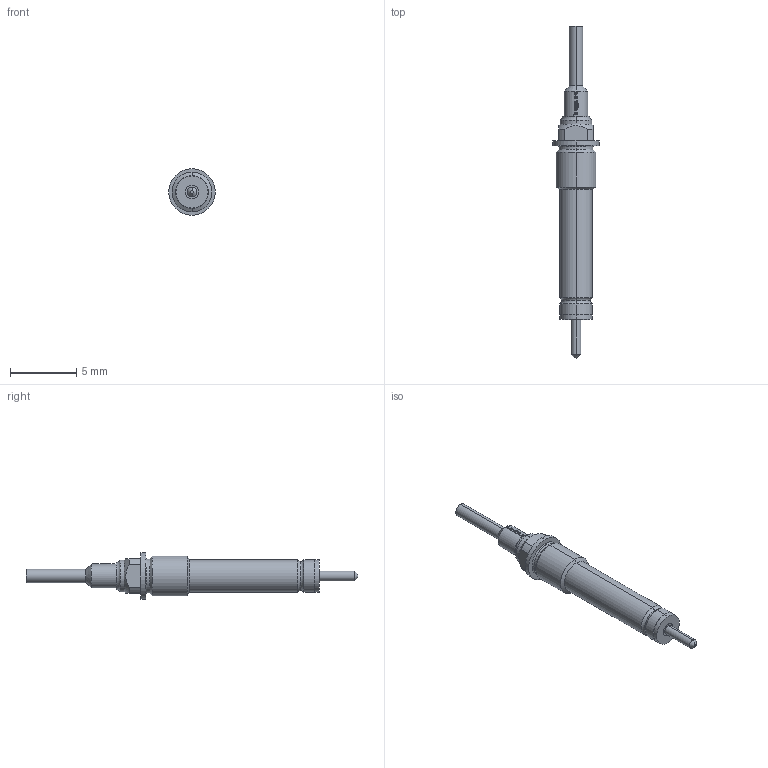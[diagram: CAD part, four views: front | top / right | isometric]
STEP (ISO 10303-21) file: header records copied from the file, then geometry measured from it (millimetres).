
FILE_DESCRIPTION (( 'STEP AP203' ), '1' );
FILE_NAME ('INGUN_SKS-115_302_100_A_xx02_MO-45.STEP', '2024-01-24T12:25:34', ( '' ), ( '' ), 'SwSTEP 2.0', 'SolidWorks 2021', '' );
FILE_SCHEMA (( 'CONFIG_CONTROL_DESIGN' ));
Length unit declared in the file: millimetre
Products named in the file (1): INGUN_SKS-115_302_100_A_xx02_MO-45
Bounding box: 3.5 x 25 x 3.5 mm (x, y, z)
Volume: 92.2 mm3; surface area: 176.9 mm2
Topology: 1 solids, 1 shells, 128 faces, 331 edges, 212 vertices
Faces by surface type: plane 52, cylinder 34, bspline 22, torus 10, cone 10
Entity records: 4180 total; most frequent: CARTESIAN_POINT 1110, ORIENTED_EDGE 662, DIRECTION 581, EDGE_CURVE 331, AXIS2_PLACEMENT_3D 235, VERTEX_POINT 212, EDGE_LOOP 135, FACE_OUTER_BOUND 128
